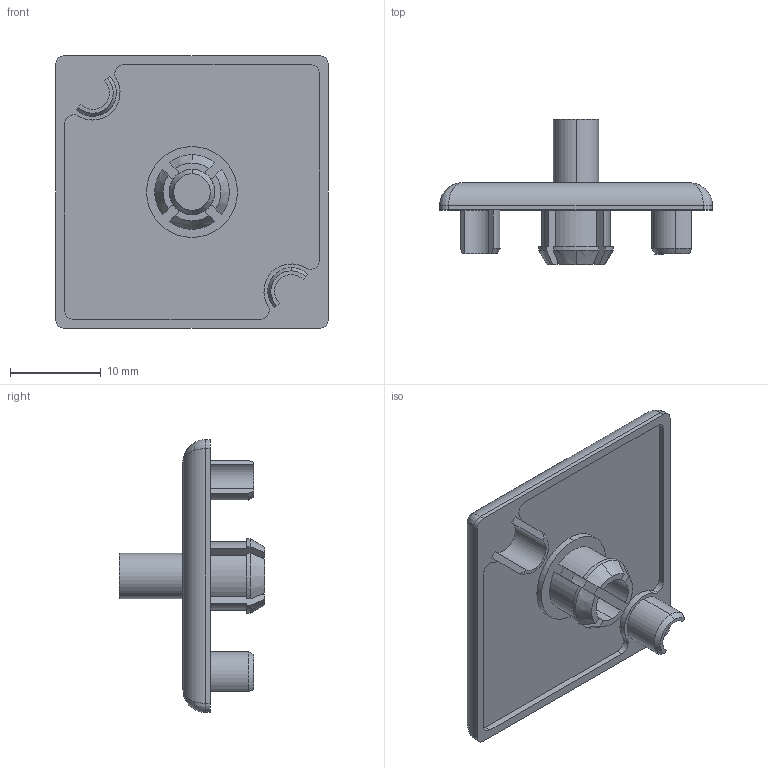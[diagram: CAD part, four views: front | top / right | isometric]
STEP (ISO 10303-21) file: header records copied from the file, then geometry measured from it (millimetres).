
FILE_DESCRIPTION (( 'STEP AP203' ), '1' );
FILE_NAME ('60-200-2.STEP', '2022-02-07T14:52:04', ( '' ), ( '' ), 'SwSTEP 2.0', 'SolidWorks 2021', '' );
FILE_SCHEMA (( 'CONFIG_CONTROL_DESIGN' ));
Length unit declared in the file: millimetre
Products named in the file (1): 60-200-2
Bounding box: 30 x 16 x 30 mm (x, y, z)
Volume: 2349.4 mm3; surface area: 2744.9 mm2
Topology: 1 solids, 1 shells, 284 faces, 736 edges, 483 vertices
Faces by surface type: plane 193, cylinder 42, bspline 39, cone 10
Entity records: 10142 total; most frequent: CARTESIAN_POINT 3335, ORIENTED_EDGE 1464, DIRECTION 1233, EDGE_CURVE 732, VECTOR 551, LINE 551, VERTEX_POINT 483, AXIS2_PLACEMENT_3D 341
